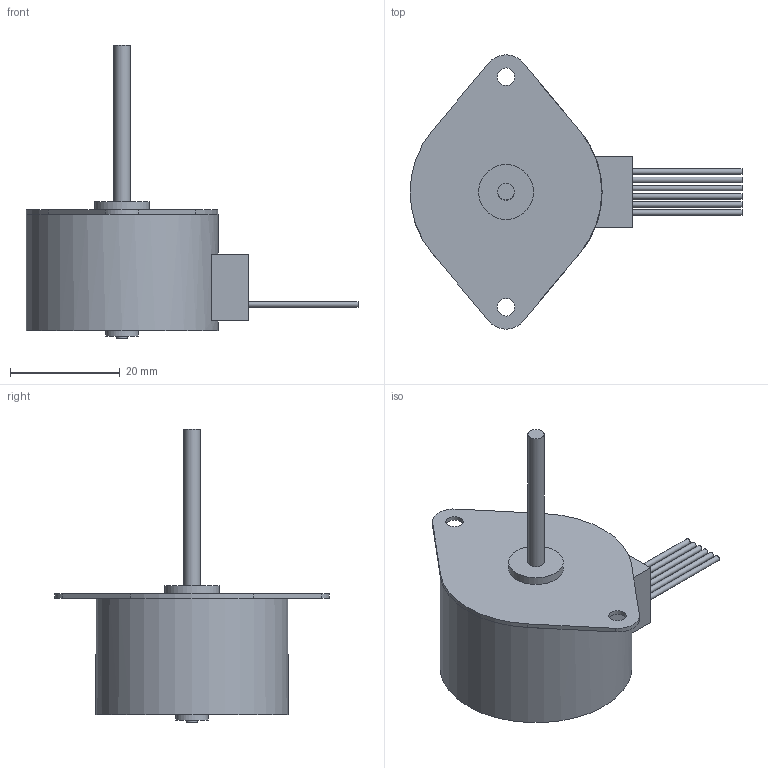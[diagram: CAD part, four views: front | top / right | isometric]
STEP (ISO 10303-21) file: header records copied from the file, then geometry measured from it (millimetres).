
FILE_DESCRIPTION((''),'2;1');
FILE_NAME('LSP3575M.stp','2012-12-06T14:50:03',('wei_j'),(''),'Autodesk Inventor 2010','Autodesk Inventor 2010','');
FILE_SCHEMA(('AUTOMOTIVE_DESIGN { 1 0 10303 214 1 1 1 1 }'));
Length unit declared in the file: millimetre
Products named in the file (1): LSP3575M
Bounding box: 60.5 x 50 x 53.5 mm (x, y, z)
Volume: 22681 mm3; surface area: 5739 mm2
Topology: 1 solids, 1 shells, 41 faces, 83 edges, 54 vertices
Faces by surface type: plane 24, cylinder 17
Full cylindrical faces by diameter (mm): 1 x6, 2 x1, 3 x1, 3.2 x2, 6 x1, 10 x1, 35 x1
Entity records: 1030 total; most frequent: DIRECTION 190, CARTESIAN_POINT 161, ORIENTED_EDGE 134, AXIS2_PLACEMENT_3D 81, EDGE_LOOP 69, EDGE_CURVE 67, VERTEX_POINT 52, FACE_OUTER_BOUND 41
